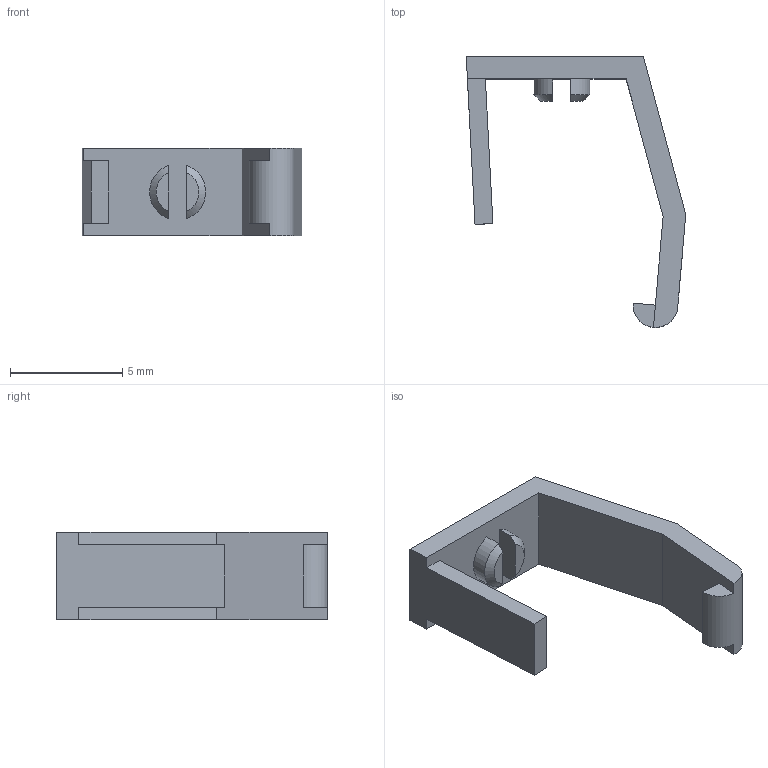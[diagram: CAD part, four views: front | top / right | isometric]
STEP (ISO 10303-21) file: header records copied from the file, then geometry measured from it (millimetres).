
FILE_DESCRIPTION(/* description */ (''),/* implementation_level */ '2;1');
FILE_NAME(/* name */ 'ad_pk.stp',/* time_stamp */ '2018-02-08T07:22:27+01:00',/* author */ (''),/* organization */ (''),/* preprocessor_version */ 'ST-DEVELOPER v16',/* originating_system */ 'SIEMENS PLM Software NX 10.0',/* authorisation */ '');
FILE_SCHEMA (('CONFIG_CONTROL_DESIGN'));
Length unit declared in the file: millimetre
Products named in the file (1): ad_pk
Bounding box: 9.79 x 12.09 x 3.9 mm (x, y, z)
Volume: 94.1 mm3; surface area: 257.7 mm2
Topology: 1 solids, 1 shells, 25 faces, 63 edges, 42 vertices
Faces by surface type: plane 20, cylinder 3, cone 2
Entity records: 835 total; most frequent: CARTESIAN_POINT 143, ORIENTED_EDGE 126, DIRECTION 121, EDGE_CURVE 63, LINE 49, VECTOR 49, VERTEX_POINT 42, AXIS2_PLACEMENT_3D 36
